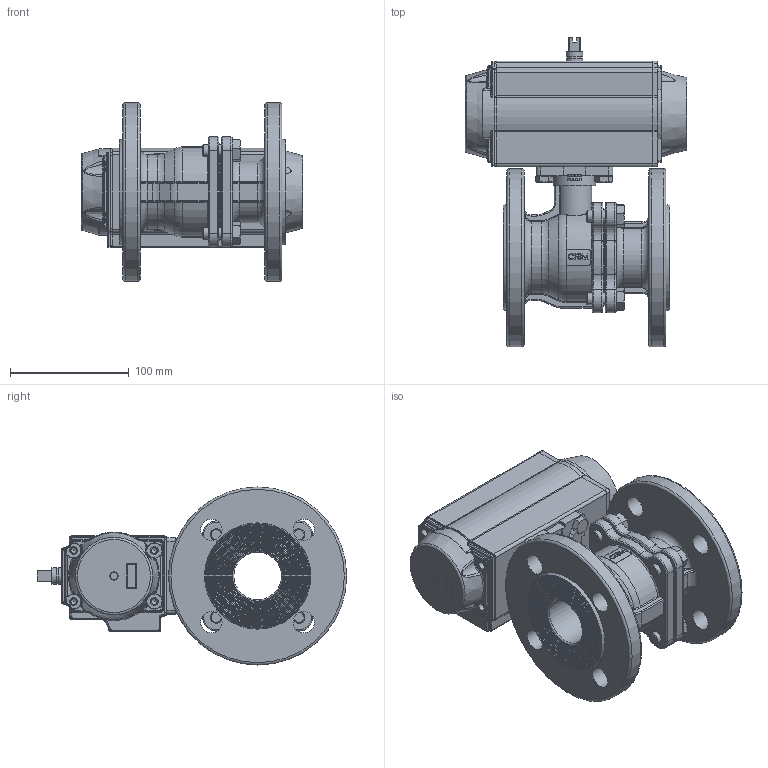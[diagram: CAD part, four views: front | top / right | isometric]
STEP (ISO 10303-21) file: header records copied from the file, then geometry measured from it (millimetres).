
FILE_DESCRIPTION(/* description */ ('Unknown'),/* implementation_level */ '2;1');
FILE_NAME(/* name */ 'PD03 0920-08',/* time_stamp */ '2024-09-24T13:04:41+02:00',/* author */ ('Unknown'),/* organization */ ('Unknown'),/* preprocessor_version */ 'ST-DEVELOPER v19.4',/* originating_system */ 'Solid Edge',/* authorisation */ 'Unknown');
FILE_SCHEMA (('AUTOMOTIVE_DESIGN {1 0 10303 214 3 1 1}'));
Products named in the file (16): PD03 0920-08; 920-08; MV-24D-DD-DN40; MV-24D-TL-DN40; MV-24D-LZ-DN40; MV-24D-FGM-DN40; MV-24D-T(J)-DN40; MV-24D-G(J)-DN40; MV-24D-FG-DN40; DIN 933 M8x22 A2-70 BLK_EDST; PD03_PE02; vt65-2016-06-25; ____65______ ______; VT65_____________MIR; zhou65; VTE65____
Assembly tree (23 placements, depth 3):
  PD03 0920-08
    920-08
      MV-24D-DD-DN40  x2
      MV-24D-TL-DN40
      MV-24D-LZ-DN40  x4
      MV-24D-FGM-DN40
      MV-24D-T(J)-DN40
      MV-24D-G(J)-DN40
      MV-24D-FG-DN40
    DIN 933 M8x22 A2-70 BLK_EDST  x4
    PD03_PE02
      vt65-2016-06-25
      ____65______ ______  x2
      VT65_____________MIR
      zhou65
      VTE65____
Bounding box: 186.5 x 260.5 x 150 mm (x, y, z)
Volume: 1448371.2 mm3; surface area: 381887.3 mm2
Topology: 21 solids, 21 shells, 2596 faces, 6361 edges, 3953 vertices
Faces by surface type: plane 835, cylinder 681, bspline 474, torus 297, cone 285, sphere 24
Full cylindrical faces by diameter (mm): 4.134 x8, 4.917 x15, 5 x2, 6.5 x4, 6.647 x4, 8 x4, 8.8 x4, 10 x12, 11 x1, 11.4 x1, 11.445 x2, 11.5 x4, 12 x1, 12.5 x2, 12.9 x1, 13 x6, 13.4 x1, 14 x5, 15 x1, 16.2 x18, 16.5 x1, 17 x2, 18 x10, 18.1 x2, 18.4 x2, 20 x2, 22.5 x3, 22.7 x2, 24.2 x1, 24.4 x1
Entity records: 100899 total; most frequent: CARTESIAN_POINT 54343, ORIENTED_EDGE 9718, DIRECTION 8544, EDGE_CURVE 4859, AXIS2_PLACEMENT_3D 3402, VERTEX_POINT 3273, FACE_BOUND 2804, EDGE_LOOP 2784
